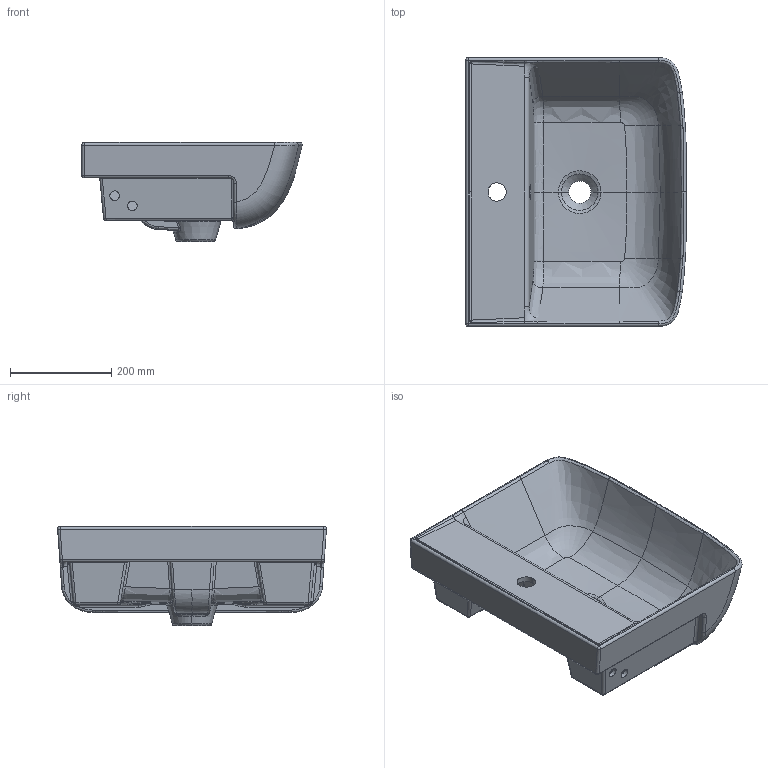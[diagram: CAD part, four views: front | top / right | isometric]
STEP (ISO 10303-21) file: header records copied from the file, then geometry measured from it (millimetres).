
FILE_DESCRIPTION((''),'2;1');
FILE_NAME('SEMICOUTERTOP_HAFT_BASIN_L_345','2020-08-17T08:52:29',('10147972'),(''),'CREO PARAMETRIC BY PTC INC, 2019224','CREO PARAMETRIC BY PTC INC, 2019224','');
FILE_SCHEMA(('CONFIG_CONTROL_DESIGN'));
Length unit declared in the file: millimetre
Products named in the file (1): SEMICOUTERTOP_HAFT_BASIN_L_345
Bounding box: 435.15 x 530.17 x 195.36 mm (x, y, z)
Volume: 6534025.7 mm3; surface area: 1342897.1 mm2
Topology: 1 solids, 1 shells, 317 faces, 814 edges, 500 vertices
Faces by surface type: bspline 158, cylinder 73, plane 48, sphere 12, cone 12, extrusion 8, torus 6
Entity records: 30669 total; most frequent: CARTESIAN_POINT 24418, ORIENTED_EDGE 1628, EDGE_CURVE 814, DIRECTION 757, B_SPLINE_CURVE_WITH_KNOTS 505, VERTEX_POINT 500, EDGE_LOOP 332, FACE_OUTER_BOUND 317
